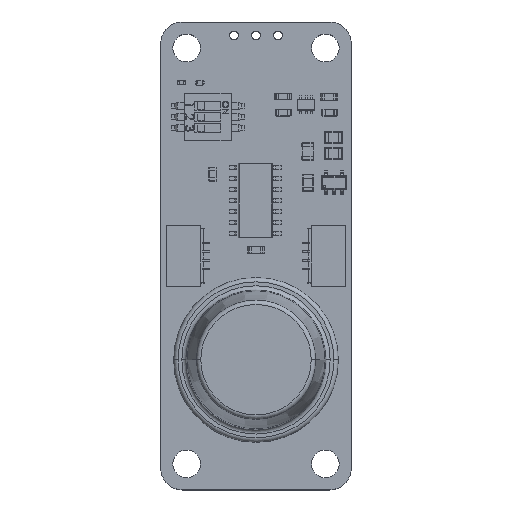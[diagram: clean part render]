
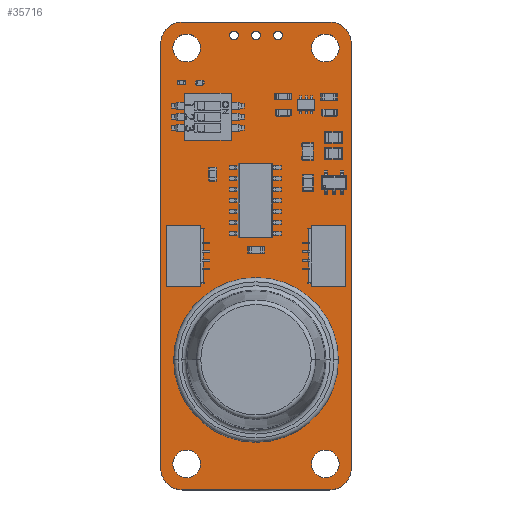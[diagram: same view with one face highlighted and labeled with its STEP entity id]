
A CAD part, top view. The second image highlights one B-rep face of the part: STEP entity #35716.
In plain terms, the highlighted planar face has unit normal (0, 0, 1).
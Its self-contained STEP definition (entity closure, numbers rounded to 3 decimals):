
#35424 = VERTEX_POINT('',#35425);
#35425 = CARTESIAN_POINT('',(19.5,54.,2.63));
#35431 = EDGE_CURVE('',#35424,#35432,#35434,.T.);
#35432 = VERTEX_POINT('',#35433);
#35433 = CARTESIAN_POINT('',(22.,51.5,2.63));
#35434 = CIRCLE('',#35435,2.5);
#35435 = AXIS2_PLACEMENT_3D('',#35436,#35437,#35438);
#35436 = CARTESIAN_POINT('',(19.5,51.5,2.63));
#35437 = DIRECTION('',(0.,0.,-1.));
#35438 = DIRECTION('',(0.,1.,0.));
#35466 = VERTEX_POINT('',#35467);
#35467 = CARTESIAN_POINT('',(2.5,54.,2.63));
#35473 = EDGE_CURVE('',#35466,#35424,#35474,.T.);
#35474 = LINE('',#35475,#35476);
#35475 = CARTESIAN_POINT('',(2.5,54.,2.63));
#35476 = VECTOR('',#35477,1.);
#35477 = DIRECTION('',(1.,0.,0.));
#35495 = EDGE_CURVE('',#35432,#35496,#35498,.T.);
#35496 = VERTEX_POINT('',#35497);
#35497 = CARTESIAN_POINT('',(22.,2.5,2.63));
#35498 = LINE('',#35499,#35500);
#35499 = CARTESIAN_POINT('',(22.,51.5,2.63));
#35500 = VECTOR('',#35501,1.);
#35501 = DIRECTION('',(0.,-1.,0.));
#35716 = ADVANCED_FACE('',(#35717,#35763,#35774,#35785,#35796,#35807,
    #35818,#35829,#35840,#35851,#35862,#35873,#35884,#35895),#35906,.T.
  );
#35717 = FACE_BOUND('',#35718,.T.);
#35718 = EDGE_LOOP('',(#35719,#35720,#35721,#35730,#35738,#35747,#35755,
    #35762));
#35719 = ORIENTED_EDGE('',*,*,#35431,.F.);
#35720 = ORIENTED_EDGE('',*,*,#35473,.F.);
#35721 = ORIENTED_EDGE('',*,*,#35722,.F.);
#35722 = EDGE_CURVE('',#35723,#35466,#35725,.T.);
#35723 = VERTEX_POINT('',#35724);
#35724 = CARTESIAN_POINT('',(0.,51.5,2.63));
#35725 = CIRCLE('',#35726,2.5);
#35726 = AXIS2_PLACEMENT_3D('',#35727,#35728,#35729);
#35727 = CARTESIAN_POINT('',(2.5,51.5,2.63));
#35728 = DIRECTION('',(0.,0.,-1.));
#35729 = DIRECTION('',(-1.,0.,-0.));
#35730 = ORIENTED_EDGE('',*,*,#35731,.F.);
#35731 = EDGE_CURVE('',#35732,#35723,#35734,.T.);
#35732 = VERTEX_POINT('',#35733);
#35733 = CARTESIAN_POINT('',(0.,2.5,2.63));
#35734 = LINE('',#35735,#35736);
#35735 = CARTESIAN_POINT('',(0.,2.5,2.63));
#35736 = VECTOR('',#35737,1.);
#35737 = DIRECTION('',(0.,1.,0.));
#35738 = ORIENTED_EDGE('',*,*,#35739,.F.);
#35739 = EDGE_CURVE('',#35740,#35732,#35742,.T.);
#35740 = VERTEX_POINT('',#35741);
#35741 = CARTESIAN_POINT('',(2.5,0.,2.63));
#35742 = CIRCLE('',#35743,2.5);
#35743 = AXIS2_PLACEMENT_3D('',#35744,#35745,#35746);
#35744 = CARTESIAN_POINT('',(2.5,2.5,2.63));
#35745 = DIRECTION('',(0.,0.,-1.));
#35746 = DIRECTION('',(0.,-1.,0.));
#35747 = ORIENTED_EDGE('',*,*,#35748,.F.);
#35748 = EDGE_CURVE('',#35749,#35740,#35751,.T.);
#35749 = VERTEX_POINT('',#35750);
#35750 = CARTESIAN_POINT('',(19.5,0.,2.63));
#35751 = LINE('',#35752,#35753);
#35752 = CARTESIAN_POINT('',(19.5,0.,2.63));
#35753 = VECTOR('',#35754,1.);
#35754 = DIRECTION('',(-1.,0.,0.));
#35755 = ORIENTED_EDGE('',*,*,#35756,.F.);
#35756 = EDGE_CURVE('',#35496,#35749,#35757,.T.);
#35757 = CIRCLE('',#35758,2.5);
#35758 = AXIS2_PLACEMENT_3D('',#35759,#35760,#35761);
#35759 = CARTESIAN_POINT('',(19.5,2.5,2.63));
#35760 = DIRECTION('',(0.,0.,-1.));
#35761 = DIRECTION('',(1.,0.,0.));
#35762 = ORIENTED_EDGE('',*,*,#35495,.F.);
#35763 = FACE_BOUND('',#35764,.T.);
#35764 = EDGE_LOOP('',(#35765));
#35765 = ORIENTED_EDGE('',*,*,#35766,.T.);
#35766 = EDGE_CURVE('',#35767,#35767,#35769,.T.);
#35767 = VERTEX_POINT('',#35768);
#35768 = CARTESIAN_POINT('',(3.,1.4,2.63));
#35769 = CIRCLE('',#35770,1.6);
#35770 = AXIS2_PLACEMENT_3D('',#35771,#35772,#35773);
#35771 = CARTESIAN_POINT('',(3.,3.,2.63));
#35772 = DIRECTION('',(-0.,0.,-1.));
#35773 = DIRECTION('',(-0.,-1.,0.));
#35774 = FACE_BOUND('',#35775,.T.);
#35775 = EDGE_LOOP('',(#35776));
#35776 = ORIENTED_EDGE('',*,*,#35777,.T.);
#35777 = EDGE_CURVE('',#35778,#35778,#35780,.T.);
#35778 = VERTEX_POINT('',#35779);
#35779 = CARTESIAN_POINT('',(7.641,11.041,2.63));
#35780 = CIRCLE('',#35781,0.6);
#35781 = AXIS2_PLACEMENT_3D('',#35782,#35783,#35784);
#35782 = CARTESIAN_POINT('',(7.641,11.641,2.63));
#35783 = DIRECTION('',(-0.,0.,-1.));
#35784 = DIRECTION('',(-0.,-1.,0.));
#35785 = FACE_BOUND('',#35786,.T.);
#35786 = EDGE_LOOP('',(#35787));
#35787 = ORIENTED_EDGE('',*,*,#35788,.T.);
#35788 = EDGE_CURVE('',#35789,#35789,#35791,.T.);
#35789 = VERTEX_POINT('',#35790);
#35790 = CARTESIAN_POINT('',(6.25,14.4,2.63));
#35791 = CIRCLE('',#35792,0.6);
#35792 = AXIS2_PLACEMENT_3D('',#35793,#35794,#35795);
#35793 = CARTESIAN_POINT('',(6.25,15.,2.63));
#35794 = DIRECTION('',(-0.,0.,-1.));
#35795 = DIRECTION('',(-0.,-1.,0.));
#35796 = FACE_BOUND('',#35797,.T.);
#35797 = EDGE_LOOP('',(#35798));
#35798 = ORIENTED_EDGE('',*,*,#35799,.T.);
#35799 = EDGE_CURVE('',#35800,#35800,#35802,.T.);
#35800 = VERTEX_POINT('',#35801);
#35801 = CARTESIAN_POINT('',(7.641,17.759,2.63));
#35802 = CIRCLE('',#35803,0.6);
#35803 = AXIS2_PLACEMENT_3D('',#35804,#35805,#35806);
#35804 = CARTESIAN_POINT('',(7.641,18.359,2.63));
#35805 = DIRECTION('',(-0.,0.,-1.));
#35806 = DIRECTION('',(-0.,-1.,0.));
#35807 = FACE_BOUND('',#35808,.T.);
#35808 = EDGE_LOOP('',(#35809));
#35809 = ORIENTED_EDGE('',*,*,#35810,.T.);
#35810 = EDGE_CURVE('',#35811,#35811,#35813,.T.);
#35811 = VERTEX_POINT('',#35812);
#35812 = CARTESIAN_POINT('',(14.359,11.041,2.63));
#35813 = CIRCLE('',#35814,0.6);
#35814 = AXIS2_PLACEMENT_3D('',#35815,#35816,#35817);
#35815 = CARTESIAN_POINT('',(14.359,11.641,2.63));
#35816 = DIRECTION('',(-0.,0.,-1.));
#35817 = DIRECTION('',(-0.,-1.,0.));
#35818 = FACE_BOUND('',#35819,.T.);
#35819 = EDGE_LOOP('',(#35820));
#35820 = ORIENTED_EDGE('',*,*,#35821,.T.);
#35821 = EDGE_CURVE('',#35822,#35822,#35824,.T.);
#35822 = VERTEX_POINT('',#35823);
#35823 = CARTESIAN_POINT('',(19.,1.4,2.63));
#35824 = CIRCLE('',#35825,1.6);
#35825 = AXIS2_PLACEMENT_3D('',#35826,#35827,#35828);
#35826 = CARTESIAN_POINT('',(19.,3.,2.63));
#35827 = DIRECTION('',(-0.,0.,-1.));
#35828 = DIRECTION('',(-0.,-1.,0.));
#35829 = FACE_BOUND('',#35830,.T.);
#35830 = EDGE_LOOP('',(#35831));
#35831 = ORIENTED_EDGE('',*,*,#35832,.T.);
#35832 = EDGE_CURVE('',#35833,#35833,#35835,.T.);
#35833 = VERTEX_POINT('',#35834);
#35834 = CARTESIAN_POINT('',(15.75,14.4,2.63));
#35835 = CIRCLE('',#35836,0.6);
#35836 = AXIS2_PLACEMENT_3D('',#35837,#35838,#35839);
#35837 = CARTESIAN_POINT('',(15.75,15.,2.63));
#35838 = DIRECTION('',(-0.,0.,-1.));
#35839 = DIRECTION('',(-0.,-1.,0.));
#35840 = FACE_BOUND('',#35841,.T.);
#35841 = EDGE_LOOP('',(#35842));
#35842 = ORIENTED_EDGE('',*,*,#35843,.T.);
#35843 = EDGE_CURVE('',#35844,#35844,#35846,.T.);
#35844 = VERTEX_POINT('',#35845);
#35845 = CARTESIAN_POINT('',(14.359,17.759,2.63));
#35846 = CIRCLE('',#35847,0.6);
#35847 = AXIS2_PLACEMENT_3D('',#35848,#35849,#35850);
#35848 = CARTESIAN_POINT('',(14.359,18.359,2.63));
#35849 = DIRECTION('',(-0.,0.,-1.));
#35850 = DIRECTION('',(-0.,-1.,0.));
#35851 = FACE_BOUND('',#35852,.T.);
#35852 = EDGE_LOOP('',(#35853));
#35853 = ORIENTED_EDGE('',*,*,#35854,.T.);
#35854 = EDGE_CURVE('',#35855,#35855,#35857,.T.);
#35855 = VERTEX_POINT('',#35856);
#35856 = CARTESIAN_POINT('',(3.,49.4,2.63));
#35857 = CIRCLE('',#35858,1.6);
#35858 = AXIS2_PLACEMENT_3D('',#35859,#35860,#35861);
#35859 = CARTESIAN_POINT('',(3.,51.,2.63));
#35860 = DIRECTION('',(-0.,0.,-1.));
#35861 = DIRECTION('',(-0.,-1.,0.));
#35862 = FACE_BOUND('',#35863,.T.);
#35863 = EDGE_LOOP('',(#35864));
#35864 = ORIENTED_EDGE('',*,*,#35865,.T.);
#35865 = EDGE_CURVE('',#35866,#35866,#35868,.T.);
#35866 = VERTEX_POINT('',#35867);
#35867 = CARTESIAN_POINT('',(8.46,51.95,2.63));
#35868 = CIRCLE('',#35869,0.5);
#35869 = AXIS2_PLACEMENT_3D('',#35870,#35871,#35872);
#35870 = CARTESIAN_POINT('',(8.46,52.45,2.63));
#35871 = DIRECTION('',(-0.,0.,-1.));
#35872 = DIRECTION('',(-0.,-1.,0.));
#35873 = FACE_BOUND('',#35874,.T.);
#35874 = EDGE_LOOP('',(#35875));
#35875 = ORIENTED_EDGE('',*,*,#35876,.T.);
#35876 = EDGE_CURVE('',#35877,#35877,#35879,.T.);
#35877 = VERTEX_POINT('',#35878);
#35878 = CARTESIAN_POINT('',(11.,51.95,2.63));
#35879 = CIRCLE('',#35880,0.5);
#35880 = AXIS2_PLACEMENT_3D('',#35881,#35882,#35883);
#35881 = CARTESIAN_POINT('',(11.,52.45,2.63));
#35882 = DIRECTION('',(-0.,0.,-1.));
#35883 = DIRECTION('',(-0.,-1.,0.));
#35884 = FACE_BOUND('',#35885,.T.);
#35885 = EDGE_LOOP('',(#35886));
#35886 = ORIENTED_EDGE('',*,*,#35887,.T.);
#35887 = EDGE_CURVE('',#35888,#35888,#35890,.T.);
#35888 = VERTEX_POINT('',#35889);
#35889 = CARTESIAN_POINT('',(13.54,51.95,2.63));
#35890 = CIRCLE('',#35891,0.5);
#35891 = AXIS2_PLACEMENT_3D('',#35892,#35893,#35894);
#35892 = CARTESIAN_POINT('',(13.54,52.45,2.63));
#35893 = DIRECTION('',(-0.,0.,-1.));
#35894 = DIRECTION('',(-0.,-1.,0.));
#35895 = FACE_BOUND('',#35896,.T.);
#35896 = EDGE_LOOP('',(#35897));
#35897 = ORIENTED_EDGE('',*,*,#35898,.T.);
#35898 = EDGE_CURVE('',#35899,#35899,#35901,.T.);
#35899 = VERTEX_POINT('',#35900);
#35900 = CARTESIAN_POINT('',(19.,49.4,2.63));
#35901 = CIRCLE('',#35902,1.6);
#35902 = AXIS2_PLACEMENT_3D('',#35903,#35904,#35905);
#35903 = CARTESIAN_POINT('',(19.,51.,2.63));
#35904 = DIRECTION('',(-0.,0.,-1.));
#35905 = DIRECTION('',(-0.,-1.,0.));
#35906 = PLANE('',#35907);
#35907 = AXIS2_PLACEMENT_3D('',#35908,#35909,#35910);
#35908 = CARTESIAN_POINT('',(0.,0.,2.63));
#35909 = DIRECTION('',(0.,0.,1.));
#35910 = DIRECTION('',(1.,0.,-0.));
